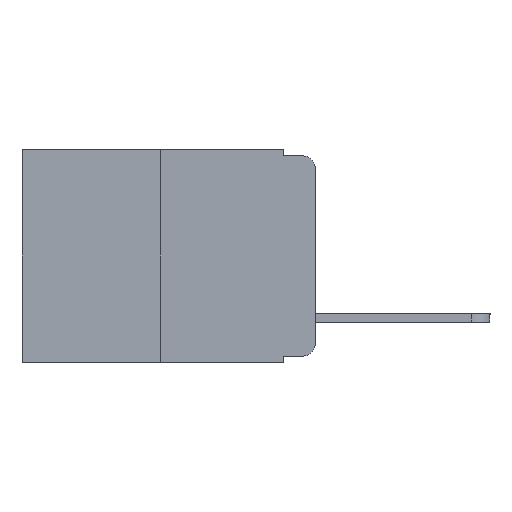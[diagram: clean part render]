
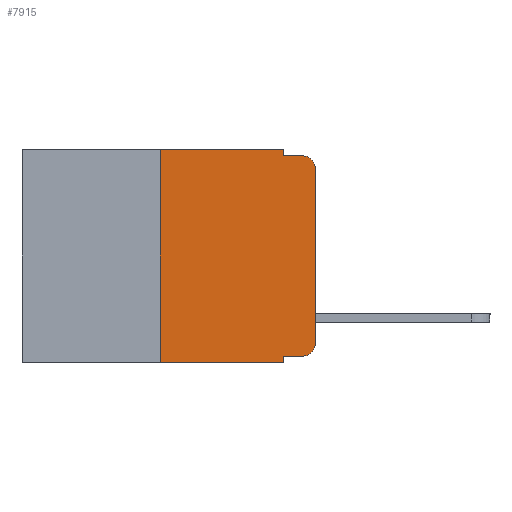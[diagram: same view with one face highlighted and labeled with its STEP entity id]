
A CAD part, left-side view. The second image highlights one B-rep face of the part: STEP entity #7915.
In plain terms, the highlighted planar face has unit normal (-1, 0, 0).
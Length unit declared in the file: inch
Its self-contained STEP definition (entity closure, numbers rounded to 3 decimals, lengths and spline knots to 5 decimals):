
#207 = VERTEX_POINT ( 'NONE', #3165 ) ;
#216 = VECTOR ( 'NONE', #6599, 39.37008 ) ;
#253 = EDGE_CURVE ( 'NONE', #9836, #366, #924, .T. ) ;
#366 = VERTEX_POINT ( 'NONE', #18217 ) ;
#911 = DIRECTION ( 'NONE',  ( -1., 0., 0. ) ) ;
#924 = CIRCLE ( 'NONE', #17038, 0.02 ) ;
#930 = DIRECTION ( 'NONE',  ( 0., 0., -1. ) ) ;
#1061 = EDGE_CURVE ( 'NONE', #13940, #9836, #18259, .T. ) ;
#1087 = CARTESIAN_POINT ( 'NONE',  ( 0., 0., -0.313 ) ) ;
#1459 = CARTESIAN_POINT ( 'NONE',  ( 0., 0., 0. ) ) ;
#1562 = CARTESIAN_POINT ( 'NONE',  ( 0., 0.02, -0.313 ) ) ;
#1578 = LINE ( 'NONE', #11192, #2096 ) ;
#2096 = VECTOR ( 'NONE', #2137, 39.37008 ) ;
#2137 = DIRECTION ( 'NONE',  ( 0., -1., 0. ) ) ;
#2556 = CARTESIAN_POINT ( 'NONE',  ( 0., 0.051, -0.333 ) ) ;
#2692 = CARTESIAN_POINT ( 'NONE',  ( 0., 0.473, 0. ) ) ;
#2722 = DIRECTION ( 'NONE',  ( 0., -1., 0. ) ) ;
#2992 = CARTESIAN_POINT ( 'NONE',  ( 0., 0.02, -0.03 ) ) ;
#3126 = VECTOR ( 'NONE', #2722, 39.37008 ) ;
#3165 = CARTESIAN_POINT ( 'NONE',  ( 0., 0.051, -0.343 ) ) ;
#3173 = DIRECTION ( 'NONE',  ( 0., 0., -1. ) ) ;
#3453 = PLANE ( 'NONE',  #15361 ) ;
#4189 = EDGE_CURVE ( 'NONE', #10885, #16253, #9830, .T. ) ;
#4488 = FACE_OUTER_BOUND ( 'NONE', #8094, .T. ) ;
#4984 = VECTOR ( 'NONE', #14361, 39.37008 ) ;
#5709 = EDGE_CURVE ( 'NONE', #14823, #10885, #13803, .T. ) ;
#5717 = VECTOR ( 'NONE', #17286, 39.37008 ) ;
#6418 = CARTESIAN_POINT ( 'NONE',  ( 0., 0.051, 0. ) ) ;
#6453 = CARTESIAN_POINT ( 'NONE',  ( 0., 0., -0.03 ) ) ;
#6582 = ORIENTED_EDGE ( 'NONE', *, *, #1061, .T. ) ;
#6599 = DIRECTION ( 'NONE',  ( 0., -1., 0. ) ) ;
#7051 = ORIENTED_EDGE ( 'NONE', *, *, #11180, .F. ) ;
#7087 = CARTESIAN_POINT ( 'NONE',  ( 0., 0.051, -0.01 ) ) ;
#7593 = LINE ( 'NONE', #13147, #3126 ) ;
#7873 = VERTEX_POINT ( 'NONE', #7087 ) ;
#7915 = ADVANCED_FACE ( 'NONE', ( #4488 ), #3453, .F. ) ;
#7957 = DIRECTION ( 'NONE',  ( 0., 0., -1. ) ) ;
#8067 = ORIENTED_EDGE ( 'NONE', *, *, #253, .T. ) ;
#8094 = EDGE_LOOP ( 'NONE', ( #6582, #8067, #7051, #8161, #8322, #9394, #11539, #9835, #10018, #9924 ) ) ;
#8147 = CARTESIAN_POINT ( 'NONE',  ( 0., 0.051, -0.01 ) ) ;
#8161 = ORIENTED_EDGE ( 'NONE', *, *, #13083, .F. ) ;
#8322 = ORIENTED_EDGE ( 'NONE', *, *, #4189, .F. ) ;
#9222 = CARTESIAN_POINT ( 'NONE',  ( 0., 0.25, 0. ) ) ;
#9394 = ORIENTED_EDGE ( 'NONE', *, *, #5709, .F. ) ;
#9778 = AXIS2_PLACEMENT_3D ( 'NONE', #1562, #12141, #3173 ) ;
#9830 = LINE ( 'NONE', #13812, #216 ) ;
#9835 = ORIENTED_EDGE ( 'NONE', *, *, #13991, .F. ) ;
#9836 = VERTEX_POINT ( 'NONE', #6453 ) ;
#9924 = ORIENTED_EDGE ( 'NONE', *, *, #18540, .T. ) ;
#10018 = ORIENTED_EDGE ( 'NONE', *, *, #15843, .T. ) ;
#10885 = VERTEX_POINT ( 'NONE', #11909 ) ;
#10990 = VECTOR ( 'NONE', #15321, 39.37008 ) ;
#11180 = EDGE_CURVE ( 'NONE', #7873, #366, #11418, .T. ) ;
#11192 = CARTESIAN_POINT ( 'NONE',  ( 0., 0.473, -0.343 ) ) ;
#11359 = VECTOR ( 'NONE', #18367, 39.37008 ) ;
#11418 = LINE ( 'NONE', #8147, #10990 ) ;
#11509 = DIRECTION ( 'NONE',  ( 1., 0., 0. ) ) ;
#11539 = ORIENTED_EDGE ( 'NONE', *, *, #16646, .T. ) ;
#11811 = CARTESIAN_POINT ( 'NONE',  ( 0., 0.051, 0. ) ) ;
#11909 = CARTESIAN_POINT ( 'NONE',  ( 0., 0.25, 0. ) ) ;
#12141 = DIRECTION ( 'NONE',  ( -1., 0., 0. ) ) ;
#12464 = VECTOR ( 'NONE', #7957, 39.37008 ) ;
#13083 = EDGE_CURVE ( 'NONE', #16253, #7873, #16126, .T. ) ;
#13147 = CARTESIAN_POINT ( 'NONE',  ( 0., 0.051, -0.333 ) ) ;
#13562 = CARTESIAN_POINT ( 'NONE',  ( 0., 0.02, -0.333 ) ) ;
#13603 = LINE ( 'NONE', #11811, #5717 ) ;
#13803 = LINE ( 'NONE', #9222, #4984 ) ;
#13812 = CARTESIAN_POINT ( 'NONE',  ( 0., 0.473, 0. ) ) ;
#13940 = VERTEX_POINT ( 'NONE', #1087 ) ;
#13991 = EDGE_CURVE ( 'NONE', #14432, #207, #13603, .T. ) ;
#14080 = DIRECTION ( 'NONE',  ( 0., 0., -1. ) ) ;
#14361 = DIRECTION ( 'NONE',  ( 0., 0., 1. ) ) ;
#14432 = VERTEX_POINT ( 'NONE', #2556 ) ;
#14823 = VERTEX_POINT ( 'NONE', #17988 ) ;
#15321 = DIRECTION ( 'NONE',  ( 0., -1., 0. ) ) ;
#15361 = AXIS2_PLACEMENT_3D ( 'NONE', #2692, #11509, #14080 ) ;
#15843 = EDGE_CURVE ( 'NONE', #14432, #17943, #7593, .T. ) ;
#16126 = LINE ( 'NONE', #6418, #12464 ) ;
#16253 = VERTEX_POINT ( 'NONE', #18421 ) ;
#16646 = EDGE_CURVE ( 'NONE', #14823, #207, #1578, .T. ) ;
#17038 = AXIS2_PLACEMENT_3D ( 'NONE', #2992, #911, #930 ) ;
#17269 = CIRCLE ( 'NONE', #9778, 0.02 ) ;
#17286 = DIRECTION ( 'NONE',  ( 0., 0., -1. ) ) ;
#17943 = VERTEX_POINT ( 'NONE', #13562 ) ;
#17988 = CARTESIAN_POINT ( 'NONE',  ( 0., 0.25, -0.343 ) ) ;
#18217 = CARTESIAN_POINT ( 'NONE',  ( 0., 0.02, -0.01 ) ) ;
#18259 = LINE ( 'NONE', #1459, #11359 ) ;
#18367 = DIRECTION ( 'NONE',  ( 0., 0., 1. ) ) ;
#18421 = CARTESIAN_POINT ( 'NONE',  ( 0., 0.051, 0. ) ) ;
#18540 = EDGE_CURVE ( 'NONE', #17943, #13940, #17269, .T. ) ;
